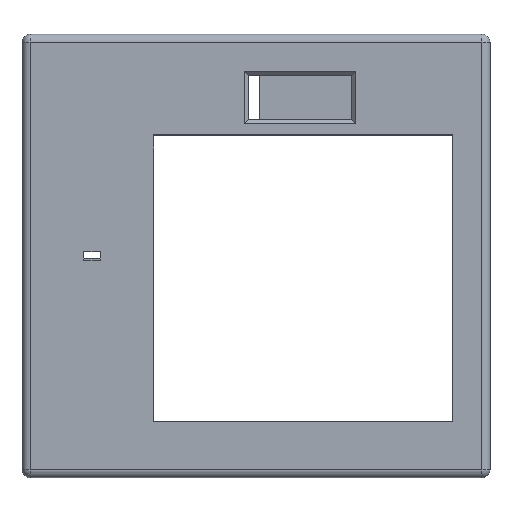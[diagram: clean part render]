
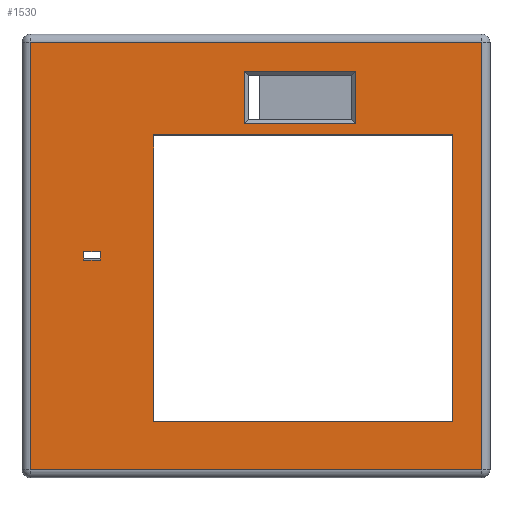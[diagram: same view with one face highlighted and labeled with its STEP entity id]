
A CAD part, top view. The second image highlights one B-rep face of the part: STEP entity #1530.
In plain terms, the highlighted planar face has unit normal (0, 0, 1).
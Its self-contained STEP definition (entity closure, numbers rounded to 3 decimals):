
#72=FACE_BOUND('',#210,.T.);
#73=FACE_BOUND('',#211,.T.);
#74=FACE_BOUND('',#212,.T.);
#118=FACE_OUTER_BOUND('',#209,.T.);
#209=EDGE_LOOP('',(#1198,#1199,#1200,#1201));
#210=EDGE_LOOP('',(#1202,#1203,#1204,#1205));
#211=EDGE_LOOP('',(#1206,#1207,#1208,#1209));
#212=EDGE_LOOP('',(#1210,#1211,#1212,#1213));
#269=LINE('',#2139,#454);
#273=LINE('',#2147,#458);
#276=LINE('',#2153,#461);
#279=LINE('',#2158,#464);
#369=LINE('',#2356,#554);
#373=LINE('',#2364,#558);
#376=LINE('',#2370,#561);
#380=LINE('',#2376,#565);
#384=LINE('',#2385,#569);
#385=LINE('',#2387,#570);
#386=LINE('',#2389,#571);
#387=LINE('',#2390,#572);
#388=LINE('',#2393,#573);
#389=LINE('',#2395,#574);
#390=LINE('',#2397,#575);
#391=LINE('',#2398,#576);
#454=VECTOR('',#1716,10.);
#458=VECTOR('',#1722,10.);
#461=VECTOR('',#1727,10.);
#464=VECTOR('',#1732,10.);
#554=VECTOR('',#1892,10.);
#558=VECTOR('',#1898,10.);
#561=VECTOR('',#1903,10.);
#565=VECTOR('',#1909,10.);
#569=VECTOR('',#1919,10.);
#570=VECTOR('',#1920,10.);
#571=VECTOR('',#1921,10.);
#572=VECTOR('',#1922,10.);
#573=VECTOR('',#1923,10.);
#574=VECTOR('',#1924,10.);
#575=VECTOR('',#1925,10.);
#576=VECTOR('',#1926,10.);
#639=VERTEX_POINT('',#2137);
#640=VERTEX_POINT('',#2138);
#643=VERTEX_POINT('',#2146);
#645=VERTEX_POINT('',#2152);
#718=VERTEX_POINT('',#2354);
#719=VERTEX_POINT('',#2355);
#722=VERTEX_POINT('',#2363);
#724=VERTEX_POINT('',#2369);
#726=VERTEX_POINT('',#2383);
#727=VERTEX_POINT('',#2384);
#728=VERTEX_POINT('',#2386);
#729=VERTEX_POINT('',#2388);
#730=VERTEX_POINT('',#2391);
#731=VERTEX_POINT('',#2392);
#732=VERTEX_POINT('',#2394);
#733=VERTEX_POINT('',#2396);
#777=EDGE_CURVE('',#639,#640,#269,.T.);
#781=EDGE_CURVE('',#640,#643,#273,.T.);
#784=EDGE_CURVE('',#643,#645,#276,.T.);
#787=EDGE_CURVE('',#645,#639,#279,.T.);
#885=EDGE_CURVE('',#718,#719,#369,.T.);
#889=EDGE_CURVE('',#719,#722,#373,.T.);
#892=EDGE_CURVE('',#722,#724,#376,.T.);
#896=EDGE_CURVE('',#724,#718,#380,.T.);
#900=EDGE_CURVE('',#726,#727,#384,.T.);
#901=EDGE_CURVE('',#728,#726,#385,.T.);
#902=EDGE_CURVE('',#729,#728,#386,.T.);
#903=EDGE_CURVE('',#727,#729,#387,.T.);
#904=EDGE_CURVE('',#730,#731,#388,.T.);
#905=EDGE_CURVE('',#731,#732,#389,.T.);
#906=EDGE_CURVE('',#732,#733,#390,.T.);
#907=EDGE_CURVE('',#733,#730,#391,.T.);
#1198=ORIENTED_EDGE('',*,*,#900,.F.);
#1199=ORIENTED_EDGE('',*,*,#901,.F.);
#1200=ORIENTED_EDGE('',*,*,#902,.F.);
#1201=ORIENTED_EDGE('',*,*,#903,.F.);
#1202=ORIENTED_EDGE('',*,*,#787,.T.);
#1203=ORIENTED_EDGE('',*,*,#777,.T.);
#1204=ORIENTED_EDGE('',*,*,#781,.T.);
#1205=ORIENTED_EDGE('',*,*,#784,.T.);
#1206=ORIENTED_EDGE('',*,*,#904,.T.);
#1207=ORIENTED_EDGE('',*,*,#905,.T.);
#1208=ORIENTED_EDGE('',*,*,#906,.T.);
#1209=ORIENTED_EDGE('',*,*,#907,.T.);
#1210=ORIENTED_EDGE('',*,*,#885,.F.);
#1211=ORIENTED_EDGE('',*,*,#896,.F.);
#1212=ORIENTED_EDGE('',*,*,#892,.F.);
#1213=ORIENTED_EDGE('',*,*,#889,.F.);
#1460=PLANE('',#1638);
#1530=ADVANCED_FACE('',(#118,#72,#73,#74),#1460,.T.);
#1638=AXIS2_PLACEMENT_3D('',#2382,#1917,#1918);
#1716=DIRECTION('',(0.,1.,0.));
#1722=DIRECTION('',(1.,0.,0.));
#1727=DIRECTION('',(0.,-1.,0.));
#1732=DIRECTION('',(-1.,0.,0.));
#1892=DIRECTION('',(0.,1.,0.));
#1898=DIRECTION('',(-1.,0.,0.));
#1903=DIRECTION('',(0.,-1.,0.));
#1909=DIRECTION('',(1.,0.,0.));
#1917=DIRECTION('center_axis',(0.,0.,1.));
#1918=DIRECTION('ref_axis',(1.,0.,0.));
#1919=DIRECTION('',(0.,-1.,0.));
#1920=DIRECTION('',(1.,0.,0.));
#1921=DIRECTION('',(0.,1.,0.));
#1922=DIRECTION('',(-1.,0.,0.));
#1923=DIRECTION('',(-1.,0.,0.));
#1924=DIRECTION('',(0.,1.,0.));
#1925=DIRECTION('',(1.,0.,0.));
#1926=DIRECTION('',(0.,-1.,0.));
#2137=CARTESIAN_POINT('',(7.09,45.155,13.5));
#2138=CARTESIAN_POINT('',(7.09,47.155,13.5));
#2139=CARTESIAN_POINT('',(7.09,45.155,13.5));
#2146=CARTESIAN_POINT('',(11.09,47.155,13.5));
#2147=CARTESIAN_POINT('',(7.09,47.155,13.5));
#2152=CARTESIAN_POINT('',(11.09,45.155,13.5));
#2153=CARTESIAN_POINT('',(11.09,47.155,13.5));
#2158=CARTESIAN_POINT('',(11.09,45.155,13.5));
#2354=CARTESIAN_POINT('',(73.5,78.39,13.5));
#2355=CARTESIAN_POINT('',(73.5,91.19,13.5));
#2356=CARTESIAN_POINT('',(73.5,68.173,13.5));
#2363=CARTESIAN_POINT('',(46.25,91.19,13.5));
#2364=CARTESIAN_POINT('',(48.188,91.19,13.5));
#2369=CARTESIAN_POINT('',(46.25,78.39,13.5));
#2370=CARTESIAN_POINT('',(46.25,62.773,13.5));
#2376=CARTESIAN_POINT('',(60.813,78.39,13.5));
#2382=CARTESIAN_POINT('Origin',(49.125,46.155,13.5));
#2383=CARTESIAN_POINT('',(104.25,98.31,13.5));
#2384=CARTESIAN_POINT('',(104.25,-6.,13.5));
#2385=CARTESIAN_POINT('',(104.25,19.078,13.5));
#2386=CARTESIAN_POINT('',(-6.,98.31,13.5));
#2387=CARTESIAN_POINT('',(77.688,98.31,13.5));
#2388=CARTESIAN_POINT('',(-6.,-6.,13.5));
#2389=CARTESIAN_POINT('',(-6.,73.233,13.5));
#2390=CARTESIAN_POINT('',(20.563,-6.,13.5));
#2391=CARTESIAN_POINT('',(97.18,5.69,13.5));
#2392=CARTESIAN_POINT('',(24.18,5.69,13.5));
#2393=CARTESIAN_POINT('',(97.18,5.69,13.5));
#2394=CARTESIAN_POINT('',(24.18,75.69,13.5));
#2395=CARTESIAN_POINT('',(24.18,5.69,13.5));
#2396=CARTESIAN_POINT('',(97.18,75.69,13.5));
#2397=CARTESIAN_POINT('',(24.18,75.69,13.5));
#2398=CARTESIAN_POINT('',(97.18,75.69,13.5));
